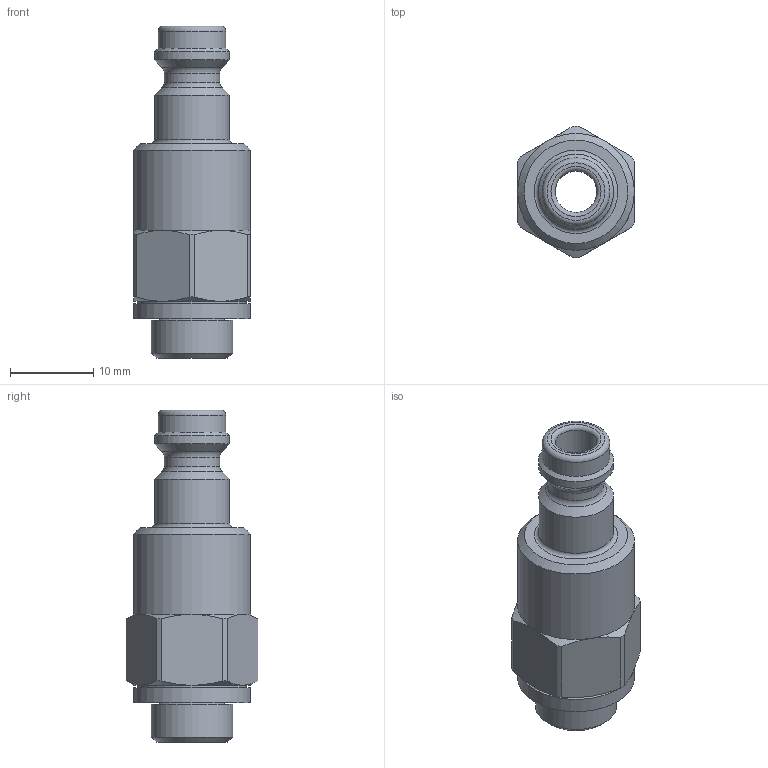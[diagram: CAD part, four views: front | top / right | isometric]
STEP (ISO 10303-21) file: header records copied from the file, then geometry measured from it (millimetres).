
FILE_DESCRIPTION(/* description */ ('STEP AP214'),/* implementation_level */ '2;1');
FILE_NAME(/* name */ '531667_KS3-1_8-A-R',/* time_stamp */ '2024-08-28T06:30:39+02:00',/* author */ ('License CC BY-ND 4.0'),/* organization */ ('CADENAS'),/* preprocessor_version */ 'ST-DEVELOPER v19.3',/* originating_system */ 'PARTsolutions',/* authorisation */ ' ');
FILE_SCHEMA (('AP203_CONFIGURATION_CONTROLLED_3D_DESIGN_OF_MECHANICAL_PARTS_AND_ASSEMBLIES_MIM_LF { 1 0 10303 203 3 1 4 }','AUTOMOTIVE_DESIGN {1 0 10303 214 3 1 1}'));
Length unit declared in the file: millimetre
Products named in the file (1): 531667 KS3-1/8-A-R
Bounding box: 14 x 15.8 x 39.8 mm (x, y, z)
Volume: 3571.4 mm3; surface area: 2529.3 mm2
Topology: 1 solids, 1 shells, 55 faces, 113 edges, 66 vertices
Faces by surface type: cone 19, cylinder 16, plane 14, torus 6
Full cylindrical faces by diameter (mm): 5 x1, 6.65 x1, 8.1 x1, 9 x2, 9.728 x1, 10.2 x1, 13 x1, 14 x2
Entity records: 1380 total; most frequent: CARTESIAN_POINT 284, DIRECTION 232, ORIENTED_EDGE 180, AXIS2_PLACEMENT_3D 110, EDGE_CURVE 90, EDGE_LOOP 86, FACE_BOUND 86, VERTEX_POINT 66
